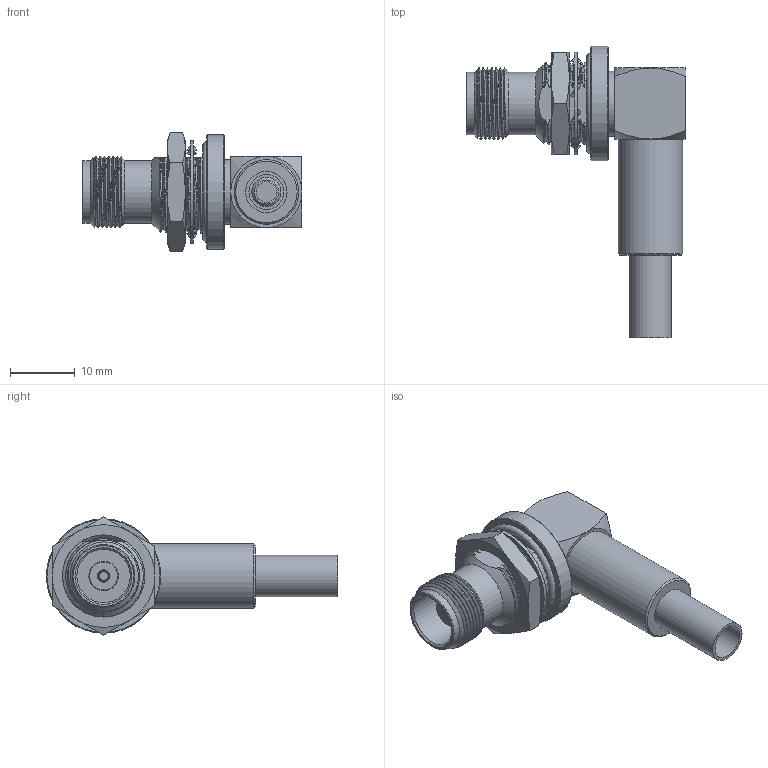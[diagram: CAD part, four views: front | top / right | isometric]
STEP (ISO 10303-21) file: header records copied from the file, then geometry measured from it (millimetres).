
FILE_DESCRIPTION (( 'STEP AP203' ), '1' );
FILE_NAME ('PE44847 ¦ SC4258.step', '2020-01-30T20:47:49', ( '' ), ( '' ), 'SwSTEP 2.0', 'SolidWorks 2018', '' );
FILE_SCHEMA (( 'CONFIG_CONTROL_DESIGN' ));
Length unit declared in the file: inch
Products named in the file (1): PE44847 ｦ SC4258
Bounding box: 34 x 45.03 x 18.33 mm (x, y, z)
Volume: 5374.2 mm3; surface area: 4627.1 mm2
Topology: 6 solids, 6 shells, 206 faces, 574 edges, 388 vertices
Faces by surface type: bspline 71, plane 55, cylinder 41, cone 38, torus 1
Full cylindrical faces by diameter (mm): 1.397 x1, 1.905 x2, 3.2 x1, 4.5 x1, 4.572 x1, 5.4 x1, 6.4 x1, 8.255 x1, 9.652 x1, 9.703 x1, 10 x1, 10.042 x1, 12.751 x1, 15.799 x1, 15.875 x1, 17.691 x1
Entity records: 25011 total; most frequent: CARTESIAN_POINT 20621, ORIENTED_EDGE 1042, DIRECTION 646, EDGE_CURVE 521, VERTEX_POINT 367, AXIS2_PLACEMENT_3D 253, EDGE_LOOP 250, FACE_OUTER_BOUND 220
